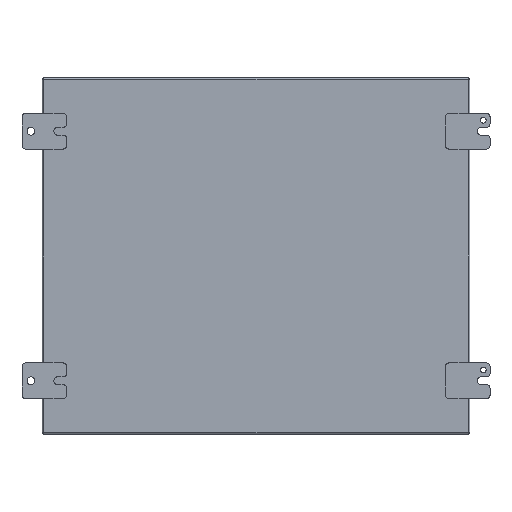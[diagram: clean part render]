
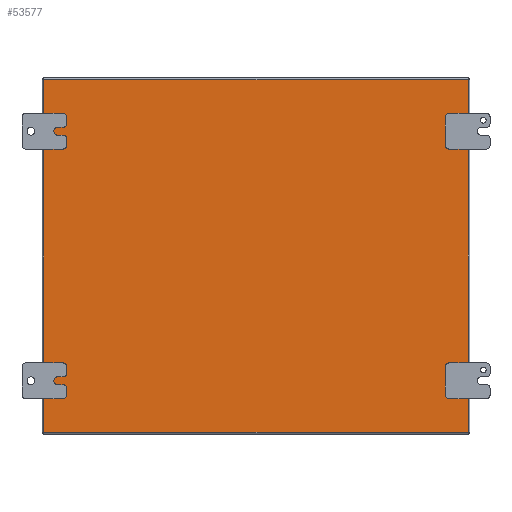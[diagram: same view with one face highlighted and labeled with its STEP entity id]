
A CAD part, left-side view. The second image highlights one B-rep face of the part: STEP entity #53577.
In plain terms, the highlighted face is planar.
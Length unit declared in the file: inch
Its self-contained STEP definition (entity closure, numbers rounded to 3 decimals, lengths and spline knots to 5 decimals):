
#1185 = CARTESIAN_POINT ( 'NONE',  ( 9.892, 0., 11.892 ) ) ;
#2874 = ORIENTED_EDGE ( 'NONE', *, *, #63230, .F. ) ;
#3024 = VERTEX_POINT ( 'NONE', #52520 ) ;
#4314 = DIRECTION ( 'NONE',  ( 0., 0., -1. ) ) ;
#13219 = FACE_OUTER_BOUND ( 'NONE', #39047, .T. ) ;
#20804 = LINE ( 'NONE', #69460, #53551 ) ;
#27746 = DIRECTION ( 'NONE',  ( -1., 0., 0. ) ) ;
#28369 = CARTESIAN_POINT ( 'NONE',  ( 9.892, 0., -11.892 ) ) ;
#29135 = PLANE ( 'NONE',  #78911 ) ;
#31602 = ORIENTED_EDGE ( 'NONE', *, *, #47266, .F. ) ;
#39047 = EDGE_LOOP ( 'NONE', ( #81238, #31602, #2874, #104733 ) ) ;
#47266 = EDGE_CURVE ( 'NONE', #88009, #3024, #101214, .T. ) ;
#52520 = CARTESIAN_POINT ( 'NONE',  ( -9.892, 0., -11.892 ) ) ;
#52608 = VECTOR ( 'NONE', #106651, 39.37008 ) ;
#53551 = VECTOR ( 'NONE', #27746, 39.37008 ) ;
#53577 = ADVANCED_FACE ( 'NONE', ( #13219 ), #29135, .F. ) ;
#54610 = VECTOR ( 'NONE', #86985, 39.37008 ) ;
#63230 = EDGE_CURVE ( 'NONE', #72563, #88009, #20804, .T. ) ;
#67141 = DIRECTION ( 'NONE',  ( 0., 0., 1. ) ) ;
#67745 = LINE ( 'NONE', #28369, #54610 ) ;
#68040 = VECTOR ( 'NONE', #67141, 39.37008 ) ;
#69460 = CARTESIAN_POINT ( 'NONE',  ( -9.892, 0., 11.892 ) ) ;
#72563 = VERTEX_POINT ( 'NONE', #1185 ) ;
#75245 = CARTESIAN_POINT ( 'NONE',  ( 9.892, 0., 11.892 ) ) ;
#77906 = VERTEX_POINT ( 'NONE', #86734 ) ;
#78911 = AXIS2_PLACEMENT_3D ( 'NONE', #96515, #104992, #4314 ) ;
#81088 = LINE ( 'NONE', #75245, #68040 ) ;
#81238 = ORIENTED_EDGE ( 'NONE', *, *, #92506, .F. ) ;
#86734 = CARTESIAN_POINT ( 'NONE',  ( 9.892, 0., -11.892 ) ) ;
#86985 = DIRECTION ( 'NONE',  ( 1., 0., 0. ) ) ;
#88009 = VERTEX_POINT ( 'NONE', #106082 ) ;
#90156 = CARTESIAN_POINT ( 'NONE',  ( -9.892, 0., -11.892 ) ) ;
#92506 = EDGE_CURVE ( 'NONE', #3024, #77906, #67745, .T. ) ;
#96515 = CARTESIAN_POINT ( 'NONE',  ( -10., 0., -12. ) ) ;
#100859 = EDGE_CURVE ( 'NONE', #77906, #72563, #81088, .T. ) ;
#101214 = LINE ( 'NONE', #90156, #52608 ) ;
#104733 = ORIENTED_EDGE ( 'NONE', *, *, #100859, .F. ) ;
#104992 = DIRECTION ( 'NONE',  ( 0., -1., 0. ) ) ;
#106082 = CARTESIAN_POINT ( 'NONE',  ( -9.892, 0., 11.892 ) ) ;
#106651 = DIRECTION ( 'NONE',  ( 0., 0., -1. ) ) ;
